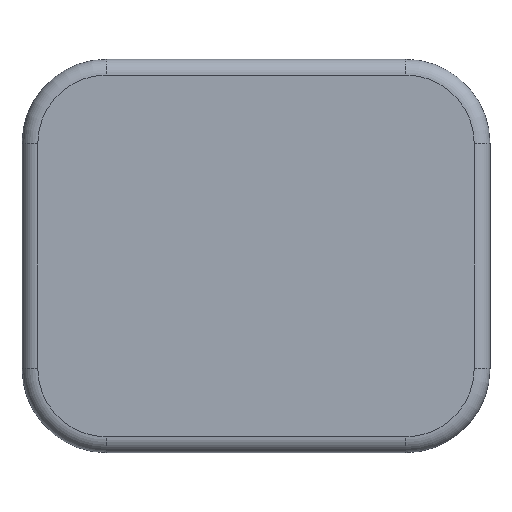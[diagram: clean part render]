
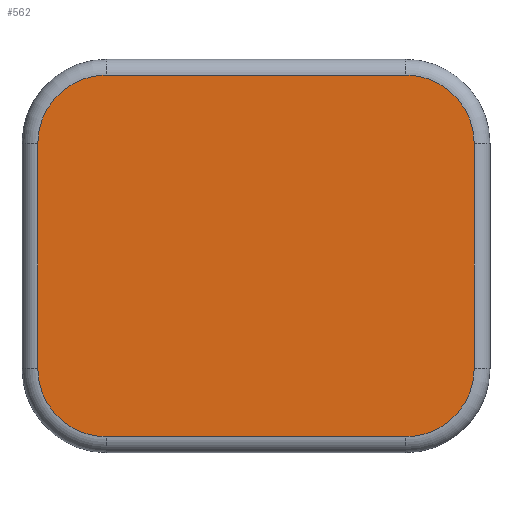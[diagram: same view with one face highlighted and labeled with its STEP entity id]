
A CAD part, top view. The second image highlights one B-rep face of the part: STEP entity #562.
In plain terms, the highlighted planar face has unit normal (0, 0, 1).
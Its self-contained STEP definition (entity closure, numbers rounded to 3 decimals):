
#18=PLANE('',#627);
#49=FACE_OUTER_BOUND('',#82,.T.);
#82=EDGE_LOOP('',(#422,#423,#424,#425,#426,#427,#428,#429));
#105=LINE('',#845,#159);
#106=LINE('',#856,#160);
#108=LINE('',#868,#162);
#110=LINE('',#880,#164);
#159=VECTOR('',#667,10.);
#160=VECTOR('',#680,10.);
#162=VECTOR('',#694,10.);
#164=VECTOR('',#708,10.);
#215=CIRCLE('',#602,6.5);
#219=CIRCLE('',#608,6.5);
#223=CIRCLE('',#614,6.5);
#226=CIRCLE('',#619,6.5);
#240=VERTEX_POINT('',#838);
#243=VERTEX_POINT('',#843);
#245=VERTEX_POINT('',#848);
#247=VERTEX_POINT('',#854);
#249=VERTEX_POINT('',#860);
#251=VERTEX_POINT('',#866);
#253=VERTEX_POINT('',#872);
#255=VERTEX_POINT('',#878);
#295=EDGE_CURVE('',#243,#240,#105,.T.);
#297=EDGE_CURVE('',#245,#243,#215,.T.);
#300=EDGE_CURVE('',#247,#245,#106,.T.);
#303=EDGE_CURVE('',#249,#247,#219,.T.);
#306=EDGE_CURVE('',#251,#249,#108,.T.);
#309=EDGE_CURVE('',#253,#251,#223,.T.);
#312=EDGE_CURVE('',#255,#253,#110,.T.);
#314=EDGE_CURVE('',#240,#255,#226,.T.);
#422=ORIENTED_EDGE('',*,*,#295,.F.);
#423=ORIENTED_EDGE('',*,*,#297,.F.);
#424=ORIENTED_EDGE('',*,*,#300,.F.);
#425=ORIENTED_EDGE('',*,*,#303,.F.);
#426=ORIENTED_EDGE('',*,*,#306,.F.);
#427=ORIENTED_EDGE('',*,*,#309,.F.);
#428=ORIENTED_EDGE('',*,*,#312,.F.);
#429=ORIENTED_EDGE('',*,*,#314,.F.);
#562=ADVANCED_FACE('',(#49),#18,.T.);
#602=AXIS2_PLACEMENT_3D('',#850,#672,#673);
#608=AXIS2_PLACEMENT_3D('',#862,#686,#687);
#614=AXIS2_PLACEMENT_3D('',#874,#700,#701);
#619=AXIS2_PLACEMENT_3D('',#883,#712,#713);
#627=AXIS2_PLACEMENT_3D('',#903,#735,#736);
#667=DIRECTION('',(0.,1.,0.));
#672=DIRECTION('center_axis',(0.,0.,-1.));
#673=DIRECTION('ref_axis',(-0.707,-0.707,0.));
#680=DIRECTION('',(-1.,0.,0.));
#686=DIRECTION('center_axis',(0.,0.,-1.));
#687=DIRECTION('ref_axis',(0.707,-0.707,0.));
#694=DIRECTION('',(0.,-1.,0.));
#700=DIRECTION('center_axis',(0.,0.,-1.));
#701=DIRECTION('ref_axis',(0.707,0.707,0.));
#708=DIRECTION('',(1.,0.,0.));
#712=DIRECTION('center_axis',(0.,0.,-1.));
#713=DIRECTION('ref_axis',(-0.707,0.707,0.));
#735=DIRECTION('center_axis',(0.,0.,1.));
#736=DIRECTION('ref_axis',(1.,0.,0.));
#838=CARTESIAN_POINT('',(14.098,69.036,1.8));
#843=CARTESIAN_POINT('',(14.098,47.696,1.8));
#845=CARTESIAN_POINT('',(14.098,63.701,1.8));
#848=CARTESIAN_POINT('',(20.598,41.196,1.8));
#850=CARTESIAN_POINT('Origin',(20.598,47.696,1.8));
#854=CARTESIAN_POINT('',(49.028,41.196,1.8));
#856=CARTESIAN_POINT('',(27.706,41.196,1.8));
#860=CARTESIAN_POINT('',(55.528,47.696,1.8));
#862=CARTESIAN_POINT('Origin',(49.028,47.696,1.8));
#866=CARTESIAN_POINT('',(55.528,69.036,1.8));
#868=CARTESIAN_POINT('',(55.528,53.031,1.8));
#872=CARTESIAN_POINT('',(49.028,75.536,1.8));
#874=CARTESIAN_POINT('Origin',(49.028,69.036,1.8));
#878=CARTESIAN_POINT('',(20.598,75.536,1.8));
#880=CARTESIAN_POINT('',(41.921,75.536,1.8));
#883=CARTESIAN_POINT('Origin',(20.598,69.036,1.8));
#903=CARTESIAN_POINT('Origin',(34.813,58.366,1.8));
